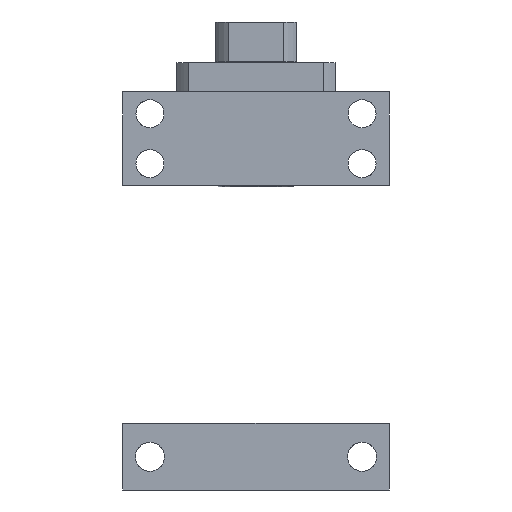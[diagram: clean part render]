
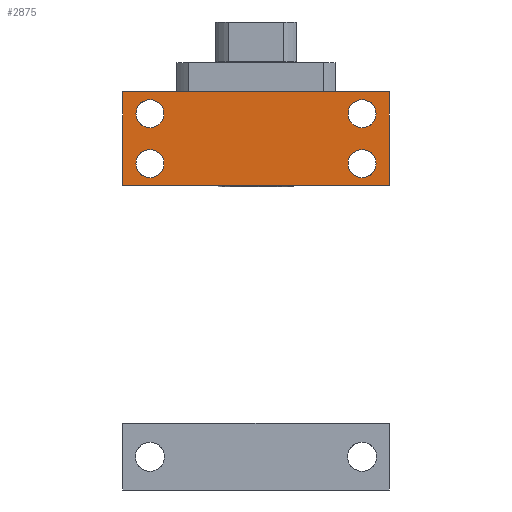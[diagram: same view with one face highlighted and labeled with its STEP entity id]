
A CAD part, front view. The second image highlights one B-rep face of the part: STEP entity #2875.
In plain terms, the highlighted planar face has unit normal (0, -1, 0).
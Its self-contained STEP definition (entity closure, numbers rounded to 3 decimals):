
#21 = VERTEX_POINT ( 'NONE', #17128 ) ;
#111 = VERTEX_POINT ( 'NONE', #11571 ) ;
#118 = EDGE_CURVE ( 'NONE', #6297, #111, #5114, .T. ) ;
#133 = VERTEX_POINT ( 'NONE', #1398 ) ;
#253 = FACE_BOUND ( 'NONE', #1901, .T. ) ;
#346 = ORIENTED_EDGE ( 'NONE', *, *, #10124, .T. ) ;
#441 = CARTESIAN_POINT ( 'NONE',  ( -64., 0., 22.5 ) ) ;
#486 = CARTESIAN_POINT ( 'NONE',  ( 51., 0., 5.25 ) ) ;
#517 = FACE_BOUND ( 'NONE', #15634, .T. ) ;
#696 = EDGE_CURVE ( 'NONE', #13572, #12576, #5614, .T. ) ;
#880 = EDGE_CURVE ( 'NONE', #133, #7325, #2180, .T. ) ;
#885 = DIRECTION ( 'NONE',  ( 0., 1., 0. ) ) ;
#901 = DIRECTION ( 'NONE',  ( 0., 1., 0. ) ) ;
#1048 = VECTOR ( 'NONE', #6759, 1000. ) ;
#1131 = CARTESIAN_POINT ( 'NONE',  ( -51., 0., -12. ) ) ;
#1161 = ORIENTED_EDGE ( 'NONE', *, *, #10289, .F. ) ;
#1398 = CARTESIAN_POINT ( 'NONE',  ( -51., 0., -18.75 ) ) ;
#1506 = LINE ( 'NONE', #441, #4251 ) ;
#1570 = DIRECTION ( 'NONE',  ( 0., 1., 0. ) ) ;
#1580 = CARTESIAN_POINT ( 'NONE',  ( -51., 0., 5.25 ) ) ;
#1791 = ORIENTED_EDGE ( 'NONE', *, *, #6757, .T. ) ;
#1842 = DIRECTION ( 'NONE',  ( 1., 0., 0. ) ) ;
#1901 = EDGE_LOOP ( 'NONE', ( #12491, #4185 ) ) ;
#1934 = FACE_BOUND ( 'NONE', #4510, .T. ) ;
#2180 = CIRCLE ( 'NONE', #12621, 6.75 ) ;
#2281 = VERTEX_POINT ( 'NONE', #12645 ) ;
#2320 = DIRECTION ( 'NONE',  ( 0., 0., 1. ) ) ;
#2621 = CIRCLE ( 'NONE', #13868, 6.75 ) ;
#2704 = CARTESIAN_POINT ( 'NONE',  ( 64., 0., 22.5 ) ) ;
#2722 = DIRECTION ( 'NONE',  ( 0., 1., 0. ) ) ;
#2875 = ADVANCED_FACE ( 'NONE', ( #11007, #253, #1934, #7121, #517 ), #5977, .F. ) ;
#3543 = DIRECTION ( 'NONE',  ( 0., 0., 1. ) ) ;
#3995 = EDGE_CURVE ( 'NONE', #8136, #13514, #7673, .T. ) ;
#4016 = LINE ( 'NONE', #9398, #4677 ) ;
#4185 = ORIENTED_EDGE ( 'NONE', *, *, #3995, .T. ) ;
#4251 = VECTOR ( 'NONE', #11108, 1000. ) ;
#4260 = DIRECTION ( 'NONE',  ( 0., 1., 0. ) ) ;
#4510 = EDGE_LOOP ( 'NONE', ( #1791, #6106 ) ) ;
#4537 = AXIS2_PLACEMENT_3D ( 'NONE', #7504, #2722, #3543 ) ;
#4677 = VECTOR ( 'NONE', #5603, 1000. ) ;
#5081 = ORIENTED_EDGE ( 'NONE', *, *, #696, .F. ) ;
#5114 = CIRCLE ( 'NONE', #4537, 6.75 ) ;
#5267 = CIRCLE ( 'NONE', #17370, 6.75 ) ;
#5603 = DIRECTION ( 'NONE',  ( 1., 0., 0. ) ) ;
#5614 = LINE ( 'NONE', #16560, #16082 ) ;
#5769 = ORIENTED_EDGE ( 'NONE', *, *, #12874, .T. ) ;
#5977 = PLANE ( 'NONE',  #14273 ) ;
#6073 = AXIS2_PLACEMENT_3D ( 'NONE', #1131, #13040, #10657 ) ;
#6106 = ORIENTED_EDGE ( 'NONE', *, *, #118, .T. ) ;
#6297 = VERTEX_POINT ( 'NONE', #486 ) ;
#6311 = VERTEX_POINT ( 'NONE', #13877 ) ;
#6704 = CIRCLE ( 'NONE', #11215, 6.75 ) ;
#6757 = EDGE_CURVE ( 'NONE', #111, #6297, #14213, .T. ) ;
#6759 = DIRECTION ( 'NONE',  ( 0., 0., -1. ) ) ;
#6846 = DIRECTION ( 'NONE',  ( 0., 0., 1. ) ) ;
#7121 = FACE_BOUND ( 'NONE', #14475, .T. ) ;
#7194 = ORIENTED_EDGE ( 'NONE', *, *, #13167, .T. ) ;
#7297 = CARTESIAN_POINT ( 'NONE',  ( -64., 0., 22.5 ) ) ;
#7325 = VERTEX_POINT ( 'NONE', #16650 ) ;
#7504 = CARTESIAN_POINT ( 'NONE',  ( 51., 0., 12. ) ) ;
#7633 = CARTESIAN_POINT ( 'NONE',  ( 51., 0., -18.75 ) ) ;
#7673 = CIRCLE ( 'NONE', #9931, 6.75 ) ;
#7750 = CARTESIAN_POINT ( 'NONE',  ( 51., 0., -5.25 ) ) ;
#7841 = CARTESIAN_POINT ( 'NONE',  ( 51., 0., -12. ) ) ;
#7857 = DIRECTION ( 'NONE',  ( 0., 0., 1. ) ) ;
#7948 = ORIENTED_EDGE ( 'NONE', *, *, #9132, .T. ) ;
#8008 = CARTESIAN_POINT ( 'NONE',  ( -51., 0., -12. ) ) ;
#8136 = VERTEX_POINT ( 'NONE', #7633 ) ;
#8239 = LINE ( 'NONE', #2704, #1048 ) ;
#9132 = EDGE_CURVE ( 'NONE', #7325, #133, #15373, .T. ) ;
#9234 = DIRECTION ( 'NONE',  ( 0., 1., 0. ) ) ;
#9398 = CARTESIAN_POINT ( 'NONE',  ( -64., 0., -22.5 ) ) ;
#9638 = DIRECTION ( 'NONE',  ( 0., 0., 1. ) ) ;
#9890 = CARTESIAN_POINT ( 'NONE',  ( 64., 0., 22.5 ) ) ;
#9931 = AXIS2_PLACEMENT_3D ( 'NONE', #7841, #885, #15601 ) ;
#10124 = EDGE_CURVE ( 'NONE', #2281, #6311, #4016, .T. ) ;
#10289 = EDGE_CURVE ( 'NONE', #12576, #6311, #8239, .T. ) ;
#10623 = EDGE_CURVE ( 'NONE', #21, #16087, #5267, .T. ) ;
#10657 = DIRECTION ( 'NONE',  ( 0., 0., 1. ) ) ;
#11007 = FACE_OUTER_BOUND ( 'NONE', #14542, .T. ) ;
#11051 = CARTESIAN_POINT ( 'NONE',  ( -51., 0., 12. ) ) ;
#11096 = DIRECTION ( 'NONE',  ( 0., 1., 0. ) ) ;
#11108 = DIRECTION ( 'NONE',  ( 0., 0., -1. ) ) ;
#11215 = AXIS2_PLACEMENT_3D ( 'NONE', #16951, #901, #2320 ) ;
#11571 = CARTESIAN_POINT ( 'NONE',  ( 51., 0., 18.75 ) ) ;
#12311 = DIRECTION ( 'NONE',  ( 1., 0., 0. ) ) ;
#12488 = ORIENTED_EDGE ( 'NONE', *, *, #880, .T. ) ;
#12491 = ORIENTED_EDGE ( 'NONE', *, *, #16630, .T. ) ;
#12576 = VERTEX_POINT ( 'NONE', #9890 ) ;
#12621 = AXIS2_PLACEMENT_3D ( 'NONE', #8008, #11096, #16480 ) ;
#12645 = CARTESIAN_POINT ( 'NONE',  ( -64., 0., -22.5 ) ) ;
#12874 = EDGE_CURVE ( 'NONE', #16087, #21, #2621, .T. ) ;
#13040 = DIRECTION ( 'NONE',  ( 0., 1., 0. ) ) ;
#13167 = EDGE_CURVE ( 'NONE', #13572, #2281, #1506, .T. ) ;
#13464 = CARTESIAN_POINT ( 'NONE',  ( -64., 0., 22.5 ) ) ;
#13514 = VERTEX_POINT ( 'NONE', #7750 ) ;
#13532 = CARTESIAN_POINT ( 'NONE',  ( -51., 0., 12. ) ) ;
#13572 = VERTEX_POINT ( 'NONE', #13464 ) ;
#13868 = AXIS2_PLACEMENT_3D ( 'NONE', #13532, #9234, #6846 ) ;
#13877 = CARTESIAN_POINT ( 'NONE',  ( 64., 0., -22.5 ) ) ;
#14213 = CIRCLE ( 'NONE', #15628, 6.75 ) ;
#14273 = AXIS2_PLACEMENT_3D ( 'NONE', #7297, #1570, #1842 ) ;
#14467 = CARTESIAN_POINT ( 'NONE',  ( 51., 0., 12. ) ) ;
#14475 = EDGE_LOOP ( 'NONE', ( #14597, #5769 ) ) ;
#14542 = EDGE_LOOP ( 'NONE', ( #346, #1161, #5081, #7194 ) ) ;
#14597 = ORIENTED_EDGE ( 'NONE', *, *, #10623, .T. ) ;
#15373 = CIRCLE ( 'NONE', #6073, 6.75 ) ;
#15601 = DIRECTION ( 'NONE',  ( 0., 0., 1. ) ) ;
#15628 = AXIS2_PLACEMENT_3D ( 'NONE', #14467, #17129, #7857 ) ;
#15634 = EDGE_LOOP ( 'NONE', ( #7948, #12488 ) ) ;
#16082 = VECTOR ( 'NONE', #12311, 1000. ) ;
#16087 = VERTEX_POINT ( 'NONE', #1580 ) ;
#16480 = DIRECTION ( 'NONE',  ( 0., 0., 1. ) ) ;
#16560 = CARTESIAN_POINT ( 'NONE',  ( -64., 0., 22.5 ) ) ;
#16630 = EDGE_CURVE ( 'NONE', #13514, #8136, #6704, .T. ) ;
#16650 = CARTESIAN_POINT ( 'NONE',  ( -51., 0., -5.25 ) ) ;
#16951 = CARTESIAN_POINT ( 'NONE',  ( 51., 0., -12. ) ) ;
#17128 = CARTESIAN_POINT ( 'NONE',  ( -51., 0., 18.75 ) ) ;
#17129 = DIRECTION ( 'NONE',  ( 0., 1., 0. ) ) ;
#17370 = AXIS2_PLACEMENT_3D ( 'NONE', #11051, #4260, #9638 ) ;
